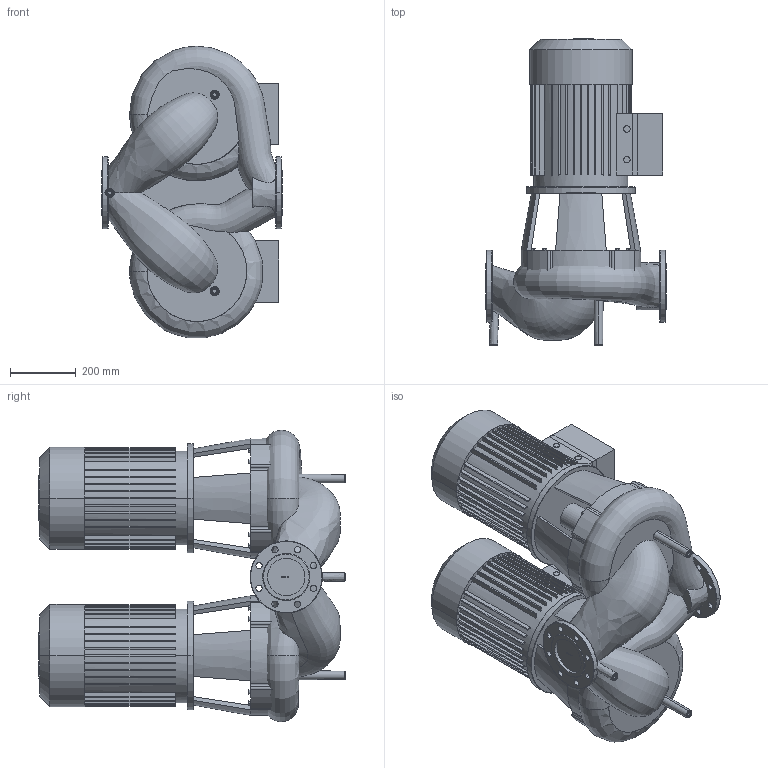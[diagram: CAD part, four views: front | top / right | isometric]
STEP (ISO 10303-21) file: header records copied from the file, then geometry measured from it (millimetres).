
FILE_DESCRIPTION((''),'2;1');
FILE_NAME('3d_DL100_270-11_4-2120979.stp','2016-05-24T12:45:05',(''),(''),'Mechanical Desktop 2009','Mechanical Desktop 2009',', , ');
FILE_SCHEMA(('CONFIG_CONTROL_DESIGN'));
Length unit declared in the file: millimetre
Products named in the file (1): Product
Bounding box: 550 x 935.5 x 890.28 mm (x, y, z)
Volume: 142848539.2 mm3; surface area: 4692208.1 mm2
Topology: 17 solids, 17 shells, 779 faces, 2119 edges, 1406 vertices
Faces by surface type: bspline 331, plane 250, cylinder 180, cone 14, torus 4
Entity records: 48462 total; most frequent: CARTESIAN_POINT 29302, ORIENTED_EDGE 4234, DIRECTION 3562, EDGE_CURVE 2117, VERTEX_POINT 1405, AXIS2_PLACEMENT_3D 1188, VECTOR 1186, LINE 1186
